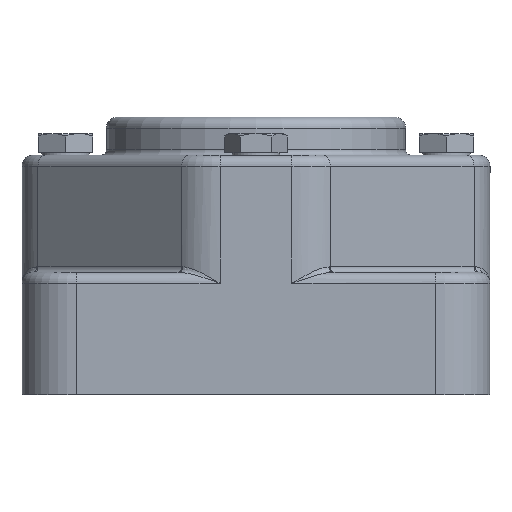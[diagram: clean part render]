
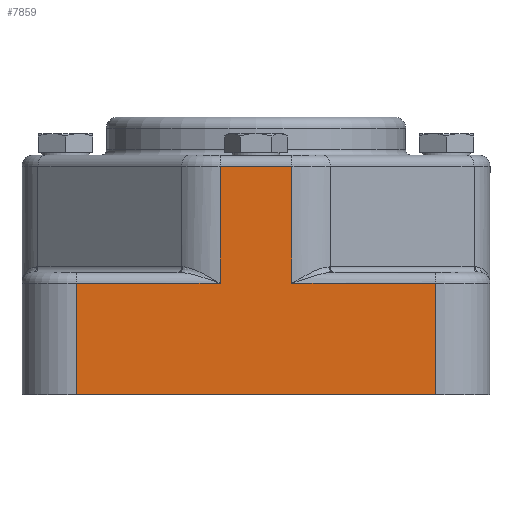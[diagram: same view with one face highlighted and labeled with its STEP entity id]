
A CAD part, front view. The second image highlights one B-rep face of the part: STEP entity #7859.
In plain terms, the highlighted planar face has unit normal (0, -1, 0).
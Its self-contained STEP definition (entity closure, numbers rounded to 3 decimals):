
#891=LINE($,#13687,#1216);
#896=LINE($,#13722,#1221);
#924=LINE($,#13854,#1249);
#925=LINE($,#13856,#1250);
#926=LINE($,#13858,#1251);
#927=LINE($,#13860,#1252);
#928=LINE($,#13862,#1253);
#929=LINE($,#13863,#1254);
#1216=VECTOR($,#10378,66.);
#1221=VECTOR($,#10417,20.5);
#1249=VECTOR($,#10509,26.402);
#1250=VECTOR($,#10510,20.5);
#1251=VECTOR($,#10511,26.402);
#1252=VECTOR($,#10512,21.5);
#1253=VECTOR($,#10513,13.196);
#1254=VECTOR($,#10514,21.5);
#1453=PLANE($,#8692);
#2173=FACE_OUTER_BOUND($,#2768,.T.);
#2768=EDGE_LOOP($,(#6662,#6663,#6664,#6665,#6666,#6667,#6668,#6669));
#3990=VERTEX_POINT($,#13684);
#3991=VERTEX_POINT($,#13686);
#4004=VERTEX_POINT($,#13719);
#4049=VERTEX_POINT($,#13853);
#4050=VERTEX_POINT($,#13855);
#4051=VERTEX_POINT($,#13857);
#4052=VERTEX_POINT($,#13859);
#4053=VERTEX_POINT($,#13861);
#4879=EDGE_CURVE($,#3991,#3990,#891,.T.);
#4895=EDGE_CURVE($,#3991,#4004,#896,.T.);
#4947=EDGE_CURVE($,#4004,#4049,#924,.T.);
#4948=EDGE_CURVE($,#4050,#3990,#925,.T.);
#4949=EDGE_CURVE($,#4051,#4050,#926,.T.);
#4950=EDGE_CURVE($,#4052,#4051,#927,.T.);
#4951=EDGE_CURVE($,#4053,#4052,#928,.T.);
#4952=EDGE_CURVE($,#4053,#4049,#929,.T.);
#6662=ORIENTED_EDGE($,*,*,#4947,.F.);
#6663=ORIENTED_EDGE($,*,*,#4895,.F.);
#6664=ORIENTED_EDGE($,*,*,#4879,.T.);
#6665=ORIENTED_EDGE($,*,*,#4948,.F.);
#6666=ORIENTED_EDGE($,*,*,#4949,.F.);
#6667=ORIENTED_EDGE($,*,*,#4950,.F.);
#6668=ORIENTED_EDGE($,*,*,#4951,.F.);
#6669=ORIENTED_EDGE($,*,*,#4952,.T.);
#7859=ADVANCED_FACE($,(#2173),#1453,.T.);
#8692=AXIS2_PLACEMENT_3D($,#13852,#10507,#10508);
#10378=DIRECTION($,(1.,0.,0.));
#10417=DIRECTION($,(0.,0.,1.));
#10507=DIRECTION('center_axis',(0.,-1.,0.));
#10508=DIRECTION('ref_axis',(0.,0.,-1.));
#10509=DIRECTION($,(1.,0.,0.));
#10510=DIRECTION($,(0.,0.,-1.));
#10511=DIRECTION($,(1.,0.,0.));
#10512=DIRECTION($,(0.,0.,-1.));
#10513=DIRECTION($,(1.,0.,0.));
#10514=DIRECTION($,(0.,0.,-1.));
#13684=CARTESIAN_POINT('',(33.,-43.,-22.5));
#13686=CARTESIAN_POINT('',(-33.,-43.,-22.5));
#13687=CARTESIAN_POINT($,(43.,-43.,-22.5));
#13719=CARTESIAN_POINT('',(-33.,-43.,-2.));
#13722=CARTESIAN_POINT($,(-33.,-43.,0.));
#13852=CARTESIAN_POINT('Origin',(-43.,-43.,0.));
#13853=CARTESIAN_POINT('',(-6.598,-43.,-2.));
#13854=CARTESIAN_POINT($,(-21.5,-43.,-2.));
#13855=CARTESIAN_POINT('',(33.,-43.,-2.));
#13856=CARTESIAN_POINT($,(33.,-43.,0.));
#13857=CARTESIAN_POINT('',(6.598,-43.,-2.));
#13858=CARTESIAN_POINT($,(-21.5,-43.,-2.));
#13859=CARTESIAN_POINT('',(6.598,-43.,19.5));
#13860=CARTESIAN_POINT($,(6.598,-43.,6.));
#13861=CARTESIAN_POINT('',(-6.598,-43.,19.5));
#13862=CARTESIAN_POINT($,(21.5,-43.,19.5));
#13863=CARTESIAN_POINT($,(-6.598,-43.,6.));
